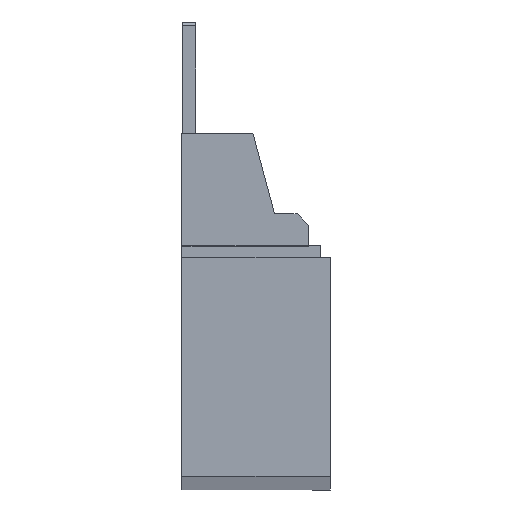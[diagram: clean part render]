
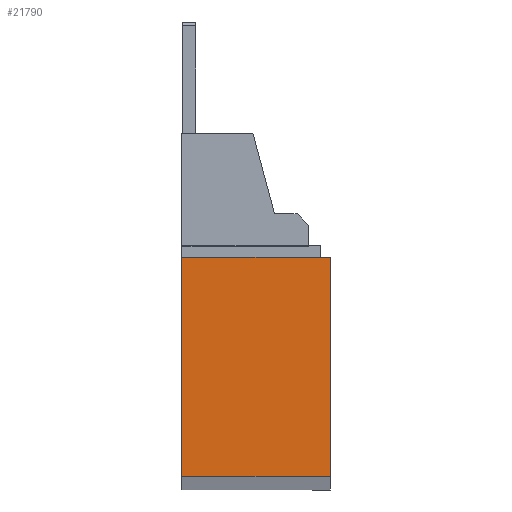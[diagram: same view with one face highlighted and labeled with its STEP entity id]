
A CAD part, top view. The second image highlights one B-rep face of the part: STEP entity #21790.
In plain terms, the highlighted planar face has unit normal (0, 0, 1).
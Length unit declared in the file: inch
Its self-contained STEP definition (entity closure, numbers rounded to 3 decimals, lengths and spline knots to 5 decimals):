
#695 = LINE ( 'NONE', #5808, #3349 ) ;
#2645 = DIRECTION ( 'NONE',  ( 1., 0., 0. ) ) ;
#3349 = VECTOR ( 'NONE', #8609, 39.37008 ) ;
#4817 = CARTESIAN_POINT ( 'NONE',  ( 0.1458, -0.22726, 3.68342 ) ) ;
#4877 = DIRECTION ( 'NONE',  ( 1., 0., 0. ) ) ;
#5093 = LINE ( 'NONE', #10564, #7218 ) ;
#5808 = CARTESIAN_POINT ( 'NONE',  ( -0.61404, -1.34931, 3.68342 ) ) ;
#7218 = VECTOR ( 'NONE', #22965, 39.37008 ) ;
#7851 = EDGE_CURVE ( 'NONE', #30197, #17198, #8680, .T. ) ;
#8250 = VECTOR ( 'NONE', #31381, 39.37008 ) ;
#8609 = DIRECTION ( 'NONE',  ( 0., 1., 0. ) ) ;
#8680 = LINE ( 'NONE', #23580, #8250 ) ;
#9077 = ORIENTED_EDGE ( 'NONE', *, *, #27879, .F. ) ;
#9250 = CARTESIAN_POINT ( 'NONE',  ( -0.61404, -0.22726, 3.68342 ) ) ;
#10564 = CARTESIAN_POINT ( 'NONE',  ( 0.1458, -0.78829, 3.68342 ) ) ;
#12564 = CARTESIAN_POINT ( 'NONE',  ( -0.23412, -1.34931, 3.68342 ) ) ;
#12988 = FACE_OUTER_BOUND ( 'NONE', #16951, .T. ) ;
#13920 = VERTEX_POINT ( 'NONE', #21775 ) ;
#14974 = CARTESIAN_POINT ( 'NONE',  ( -0.23412, -0.78829, 3.68342 ) ) ;
#16951 = EDGE_LOOP ( 'NONE', ( #30846, #28865, #9077, #22536 ) ) ;
#17198 = VERTEX_POINT ( 'NONE', #4817 ) ;
#20056 = EDGE_CURVE ( 'NONE', #13920, #25949, #30457, .T. ) ;
#21264 = VECTOR ( 'NONE', #2645, 39.37008 ) ;
#21775 = CARTESIAN_POINT ( 'NONE',  ( -0.61404, -1.34931, 3.68342 ) ) ;
#21790 = ADVANCED_FACE ( 'NONE', ( #12988 ), #24900, .T. ) ;
#22002 = AXIS2_PLACEMENT_3D ( 'NONE', #14974, #27547, #4877 ) ;
#22536 = ORIENTED_EDGE ( 'NONE', *, *, #20056, .T. ) ;
#22646 = EDGE_CURVE ( 'NONE', #25949, #17198, #5093, .T. ) ;
#22965 = DIRECTION ( 'NONE',  ( 0., 1., 0. ) ) ;
#23580 = CARTESIAN_POINT ( 'NONE',  ( -0.61404, -0.22726, 3.68342 ) ) ;
#24227 = CARTESIAN_POINT ( 'NONE',  ( 0.1458, -1.34931, 3.68342 ) ) ;
#24900 = PLANE ( 'NONE',  #22002 ) ;
#25949 = VERTEX_POINT ( 'NONE', #24227 ) ;
#27547 = DIRECTION ( 'NONE',  ( 0., 0., 1. ) ) ;
#27879 = EDGE_CURVE ( 'NONE', #13920, #30197, #695, .T. ) ;
#28865 = ORIENTED_EDGE ( 'NONE', *, *, #7851, .F. ) ;
#30197 = VERTEX_POINT ( 'NONE', #9250 ) ;
#30457 = LINE ( 'NONE', #12564, #21264 ) ;
#30846 = ORIENTED_EDGE ( 'NONE', *, *, #22646, .T. ) ;
#31381 = DIRECTION ( 'NONE',  ( 1., 0., 0. ) ) ;
